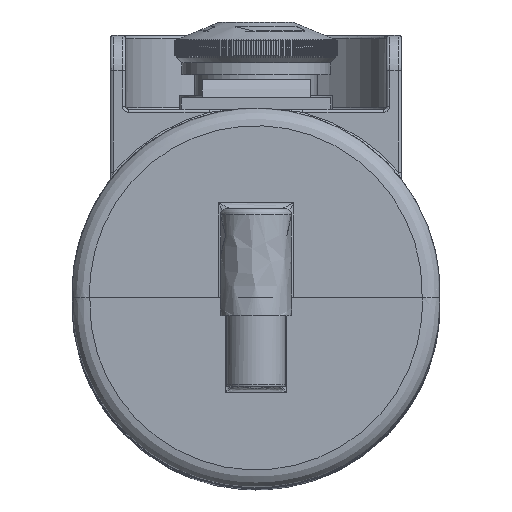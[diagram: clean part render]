
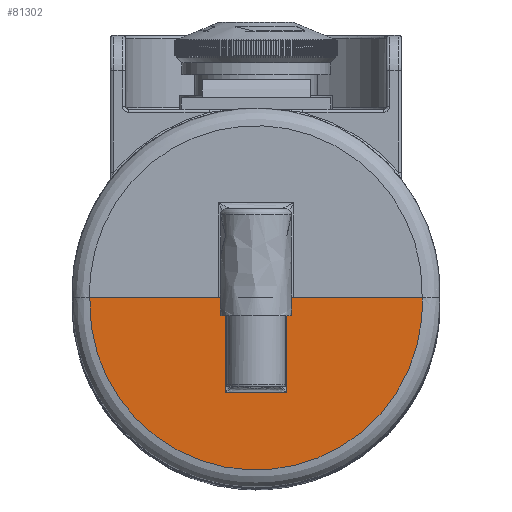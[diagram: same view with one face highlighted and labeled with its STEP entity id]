
A CAD part, top view. The second image highlights one B-rep face of the part: STEP entity #81302.
In plain terms, the highlighted free-form (B-spline) face has degree [1, 1] with [2, 2] control points.
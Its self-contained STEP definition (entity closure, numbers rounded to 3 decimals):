
#80839 = VERTEX_POINT('',#80840);
#80840 = CARTESIAN_POINT('',(47.105,-20.822,
    3.904));
#80993 = VERTEX_POINT('',#80994);
#80994 = CARTESIAN_POINT('',(33.581,-20.822,
    3.904));
#81089 = VERTEX_POINT('',#81090);
#81090 = CARTESIAN_POINT('',(3.906,0.,
    3.904));
#81111 = VERTEX_POINT('',#81112);
#81112 = CARTESIAN_POINT('',(76.78,0.,
    3.904));
#81131 = EDGE_CURVE('',#81089,#81111,#81132,.T.);
#81132 = ( BOUNDED_CURVE() B_SPLINE_CURVE(2,(#81133,#81134,#81135,#81136
,#81137),.UNSPECIFIED.,.F.,.F.) B_SPLINE_CURVE_WITH_KNOTS((3,2,3),(
    3.106,4.712,6.318),
.PIECEWISE_BEZIER_KNOTS.) CURVE() GEOMETRIC_REPRESENTATION_ITEM() 
RATIONAL_B_SPLINE_CURVE((1.,0.695,1.,0.695,1.)) 
REPRESENTATION_ITEM('') );
#81133 = CARTESIAN_POINT('',(3.906,0.,
    3.904));
#81134 = CARTESIAN_POINT('',(2.579,-37.74,
    3.904));
#81135 = CARTESIAN_POINT('',(40.343,-37.74,
    3.904));
#81136 = CARTESIAN_POINT('',(78.107,-37.74,
    3.904));
#81137 = CARTESIAN_POINT('',(76.78,0.,
    3.904));
#81159 = EDGE_CURVE('',#80839,#80993,#81160,.T.);
#81160 = B_SPLINE_CURVE_WITH_KNOTS('',1,(#81161,#81162),.UNSPECIFIED.,
  .F.,.F.,(2,2),(-10.392,0.),.PIECEWISE_BEZIER_KNOTS.);
#81161 = CARTESIAN_POINT('',(47.105,-20.822,
    3.904));
#81162 = CARTESIAN_POINT('',(33.581,-20.822,
    3.904));
#81187 = VERTEX_POINT('',#81188);
#81188 = CARTESIAN_POINT('',(33.581,0.,
    3.904));
#81203 = EDGE_CURVE('',#80993,#81187,#81204,.T.);
#81204 = B_SPLINE_CURVE_WITH_KNOTS('',1,(#81205,#81206),.UNSPECIFIED.,
  .F.,.F.,(2,2),(-15.016,0.984),.PIECEWISE_BEZIER_KNOTS.);
#81205 = CARTESIAN_POINT('',(33.581,-20.822,
    3.904));
#81206 = CARTESIAN_POINT('',(33.581,0.,
    3.904));
#81226 = VERTEX_POINT('',#81227);
#81227 = CARTESIAN_POINT('',(47.105,0.,
    3.904));
#81233 = EDGE_CURVE('',#81226,#80839,#81234,.T.);
#81234 = B_SPLINE_CURVE_WITH_KNOTS('',1,(#81235,#81236),.UNSPECIFIED.,
  .F.,.F.,(2,2),(-0.984,15.016),.PIECEWISE_BEZIER_KNOTS.);
#81235 = CARTESIAN_POINT('',(47.105,0.,
    3.904));
#81236 = CARTESIAN_POINT('',(47.105,-20.822,
    3.904));
#81302 = ADVANCED_FACE('',(#81303),#81319,.T.);
#81303 = FACE_BOUND('',#81304,.T.);
#81304 = EDGE_LOOP('',(#81305,#81310,#81311,#81316,#81317,#81318));
#81305 = ORIENTED_EDGE('',*,*,#81306,.T.);
#81306 = EDGE_CURVE('',#81187,#81089,#81307,.T.);
#81307 = B_SPLINE_CURVE_WITH_KNOTS('',1,(#81308,#81309),.UNSPECIFIED.,
  .F.,.F.,(2,2),(36.196,58.998),
  .PIECEWISE_BEZIER_KNOTS.);
#81308 = CARTESIAN_POINT('',(33.581,0.,
    3.904));
#81309 = CARTESIAN_POINT('',(3.906,0.,
    3.904));
#81310 = ORIENTED_EDGE('',*,*,#81131,.T.);
#81311 = ORIENTED_EDGE('',*,*,#81312,.T.);
#81312 = EDGE_CURVE('',#81111,#81226,#81313,.T.);
#81313 = B_SPLINE_CURVE_WITH_KNOTS('',1,(#81314,#81315),.UNSPECIFIED.,
  .F.,.F.,(2,2),(3.002,25.804),
  .PIECEWISE_BEZIER_KNOTS.);
#81314 = CARTESIAN_POINT('',(76.78,0.,
    3.904));
#81315 = CARTESIAN_POINT('',(47.105,0.,
    3.904));
#81316 = ORIENTED_EDGE('',*,*,#81233,.T.);
#81317 = ORIENTED_EDGE('',*,*,#81159,.T.);
#81318 = ORIENTED_EDGE('',*,*,#81203,.T.);
#81319 = B_SPLINE_SURFACE_WITH_KNOTS('',1,1,(
    (#81320,#81321)
    ,(#81322,#81323
    )),.UNSPECIFIED.,.F.,.F.,.F.,(2,2),(2,2),(-28.016,28.016),(
    -28.016,0.984),.PIECEWISE_BEZIER_KNOTS.);
#81320 = CARTESIAN_POINT('',(3.884,-37.74,
    3.904));
#81321 = CARTESIAN_POINT('',(3.884,0.,
    3.904));
#81322 = CARTESIAN_POINT('',(76.802,-37.74,
    3.904));
#81323 = CARTESIAN_POINT('',(76.802,0.,
    3.904));
